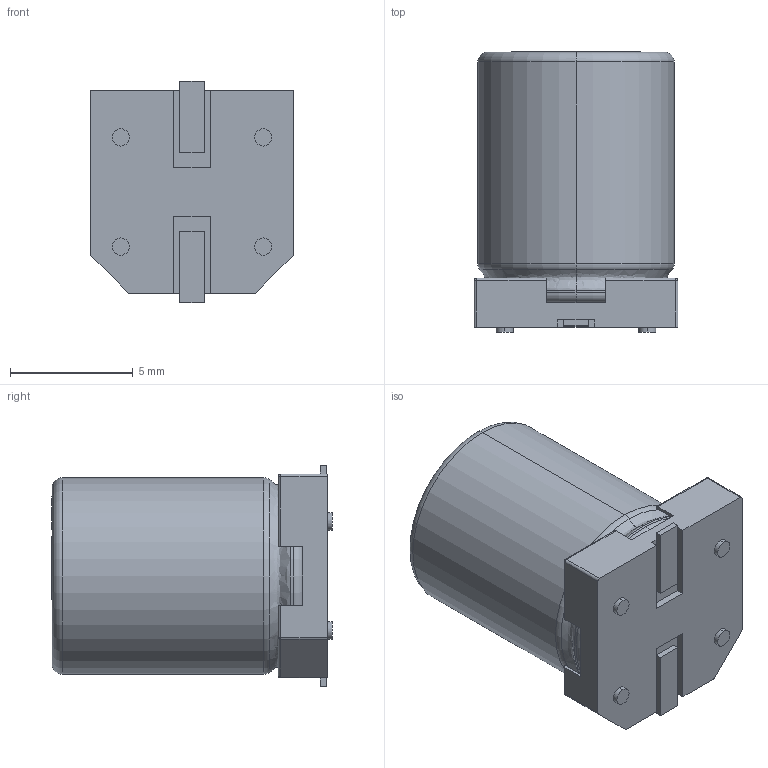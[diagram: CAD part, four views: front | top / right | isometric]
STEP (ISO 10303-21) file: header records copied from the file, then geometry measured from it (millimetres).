
FILE_DESCRIPTION (( 'STEP AP214' ), '1' );
FILE_NAME ('User Library-UUR1C201M.STEP', '2017-08-02T07:05:05', ( 'Windows User' ), ( '' ), 'SwSTEP 2.0', 'SolidWorks 2017', '' );
FILE_SCHEMA (( 'AUTOMOTIVE_DESIGN' ));
Length unit declared in the file: millimetre
Products named in the file (1): User Library-UUR1C201M
Bounding box: 8.3 x 11.43 x 9 mm (x, y, z)
Volume: 583.7 mm3; surface area: 484.3 mm2
Topology: 1 solids, 1 shells, 195 faces, 503 edges, 322 vertices
Faces by surface type: plane 98, bspline 52, cylinder 33, torus 6, sphere 6
Entity records: 10553 total; most frequent: CARTESIAN_POINT 3949, ORIENTED_EDGE 998, DIRECTION 763, EDGE_CURVE 499, VERTEX_POINT 322, LINE 319, VECTOR 319, AXIS2_PLACEMENT_3D 222
